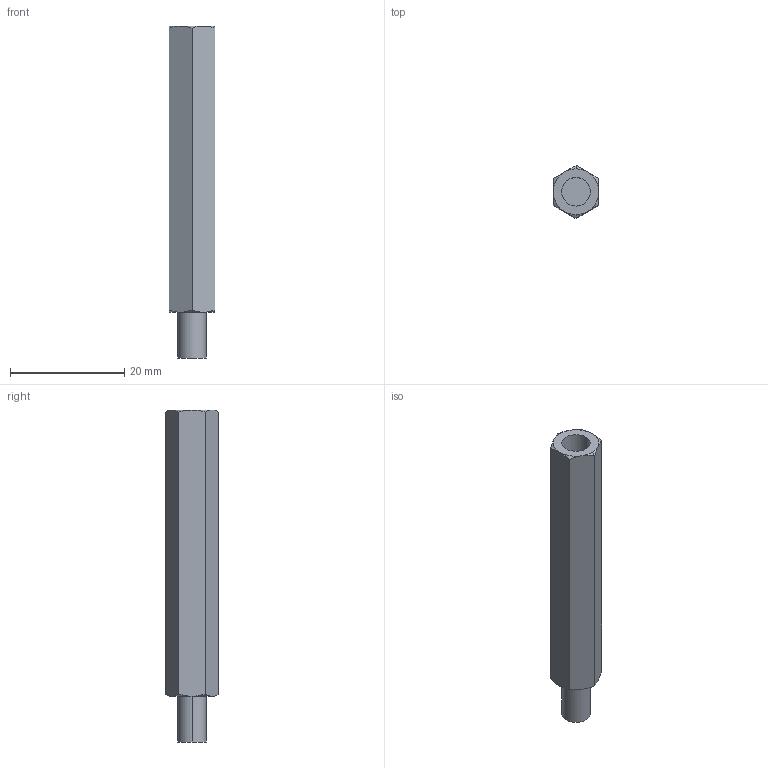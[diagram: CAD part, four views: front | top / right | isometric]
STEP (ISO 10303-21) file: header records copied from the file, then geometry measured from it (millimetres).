
FILE_DESCRIPTION (( 'STEP AP203' ), '1' );
FILE_NAME ('Standoff mf - M5 x 50 across flats 8mm.step_Default_sldprt.STEP', '2023-10-06T16:35:08', ( '' ), ( '' ), 'SwSTEP 2.0', 'SolidWorks 2021', '' );
FILE_SCHEMA (( 'CONFIG_CONTROL_DESIGN' ));
Length unit declared in the file: millimetre
Products named in the file (1): Standoff mf - M5 x 50 across flats 8mm.step_Default_sldprt
Bounding box: 8 x 9.24 x 58 mm (x, y, z)
Volume: 2730.9 mm3; surface area: 1813.3 mm2
Topology: 2 solids, 2 shells, 31 faces, 62 edges, 36 vertices
Faces by surface type: cone 16, plane 11, cylinder 4
Entity records: 843 total; most frequent: CARTESIAN_POINT 178, DIRECTION 126, ORIENTED_EDGE 124, EDGE_CURVE 62, AXIS2_PLACEMENT_3D 56, VERTEX_POINT 36, EDGE_LOOP 32, FACE_OUTER_BOUND 31
